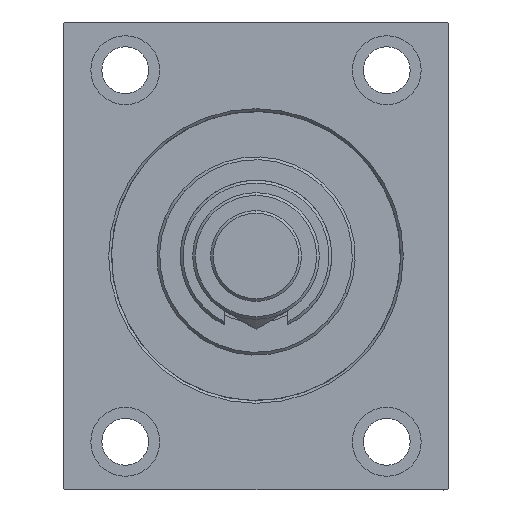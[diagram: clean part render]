
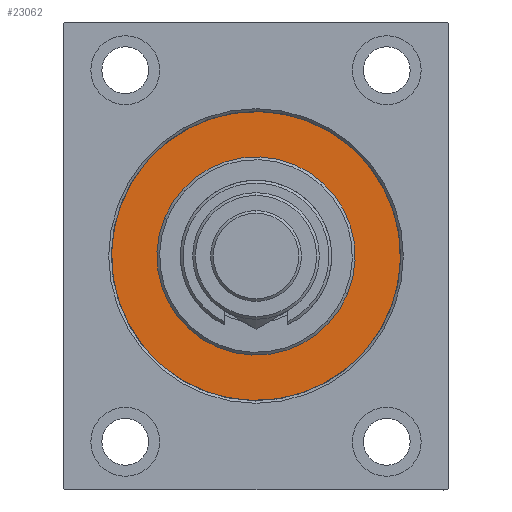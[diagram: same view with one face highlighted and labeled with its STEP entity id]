
A CAD part, left-side view. The second image highlights one B-rep face of the part: STEP entity #23062.
In plain terms, the highlighted face is planar.
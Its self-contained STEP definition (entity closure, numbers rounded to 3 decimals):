
#385 = AXIS2_PLACEMENT_3D ( 'NONE', #14919, #406, #875 ) ;
#406 = DIRECTION ( 'NONE',  ( 1., 0., 0. ) ) ;
#875 = DIRECTION ( 'NONE',  ( 0., 0., -1. ) ) ;
#1137 = CIRCLE ( 'NONE', #385, 36. ) ;
#6072 = DIRECTION ( 'NONE',  ( -1., 0., 0. ) ) ;
#6996 = FACE_BOUND ( 'NONE', #21529, .T. ) ;
#7928 = FACE_OUTER_BOUND ( 'NONE', #32891, .T. ) ;
#8567 = ORIENTED_EDGE ( 'NONE', *, *, #14533, .F. ) ;
#10527 = DIRECTION ( 'NONE',  ( 0., 0., 1. ) ) ;
#14372 = CARTESIAN_POINT ( 'NONE',  ( 0., 0., 36. ) ) ;
#14533 = EDGE_CURVE ( 'NONE', #46176, #27756, #15462, .T. ) ;
#14724 = CARTESIAN_POINT ( 'NONE',  ( 0., 0., 52.5 ) ) ;
#14919 = CARTESIAN_POINT ( 'NONE',  ( 0., 0., 0. ) ) ;
#15411 = DIRECTION ( 'NONE',  ( 1., 0., 0. ) ) ;
#15462 = CIRCLE ( 'NONE', #19284, 52.5 ) ;
#15648 = VERTEX_POINT ( 'NONE', #41893 ) ;
#15807 = ORIENTED_EDGE ( 'NONE', *, *, #18382, .F. ) ;
#16750 = AXIS2_PLACEMENT_3D ( 'NONE', #32213, #6072, #20593 ) ;
#18382 = EDGE_CURVE ( 'NONE', #15648, #44807, #1137, .T. ) ;
#19008 = CIRCLE ( 'NONE', #16750, 52.5 ) ;
#19284 = AXIS2_PLACEMENT_3D ( 'NONE', #21939, #32173, #10527 ) ;
#20593 = DIRECTION ( 'NONE',  ( 0., 0., 1. ) ) ;
#21529 = EDGE_LOOP ( 'NONE', ( #34415, #15807 ) ) ;
#21739 = CARTESIAN_POINT ( 'NONE',  ( 0., 0., 0. ) ) ;
#21939 = CARTESIAN_POINT ( 'NONE',  ( 0., 0., 0. ) ) ;
#23062 = ADVANCED_FACE ( 'NONE', ( #6996, #7928 ), #29335, .F. ) ;
#25809 = ORIENTED_EDGE ( 'NONE', *, *, #44725, .F. ) ;
#27756 = VERTEX_POINT ( 'NONE', #46007 ) ;
#28691 = AXIS2_PLACEMENT_3D ( 'NONE', #41798, #15411, #38245 ) ;
#29335 = PLANE ( 'NONE',  #32446 ) ;
#32173 = DIRECTION ( 'NONE',  ( -1., 0., 0. ) ) ;
#32213 = CARTESIAN_POINT ( 'NONE',  ( 0., 0., 0. ) ) ;
#32446 = AXIS2_PLACEMENT_3D ( 'NONE', #21739, #43837, #32674 ) ;
#32674 = DIRECTION ( 'NONE',  ( 0., 0., 1. ) ) ;
#32891 = EDGE_LOOP ( 'NONE', ( #25809, #8567 ) ) ;
#34415 = ORIENTED_EDGE ( 'NONE', *, *, #34669, .F. ) ;
#34669 = EDGE_CURVE ( 'NONE', #44807, #15648, #43119, .T. ) ;
#38245 = DIRECTION ( 'NONE',  ( 0., 0., -1. ) ) ;
#41798 = CARTESIAN_POINT ( 'NONE',  ( 0., 0., 0. ) ) ;
#41893 = CARTESIAN_POINT ( 'NONE',  ( 0., 0., -36. ) ) ;
#43119 = CIRCLE ( 'NONE', #28691, 36. ) ;
#43837 = DIRECTION ( 'NONE',  ( -1., 0., 0. ) ) ;
#44725 = EDGE_CURVE ( 'NONE', #27756, #46176, #19008, .T. ) ;
#44807 = VERTEX_POINT ( 'NONE', #14372 ) ;
#46007 = CARTESIAN_POINT ( 'NONE',  ( 0., 0., -52.5 ) ) ;
#46176 = VERTEX_POINT ( 'NONE', #14724 ) ;
